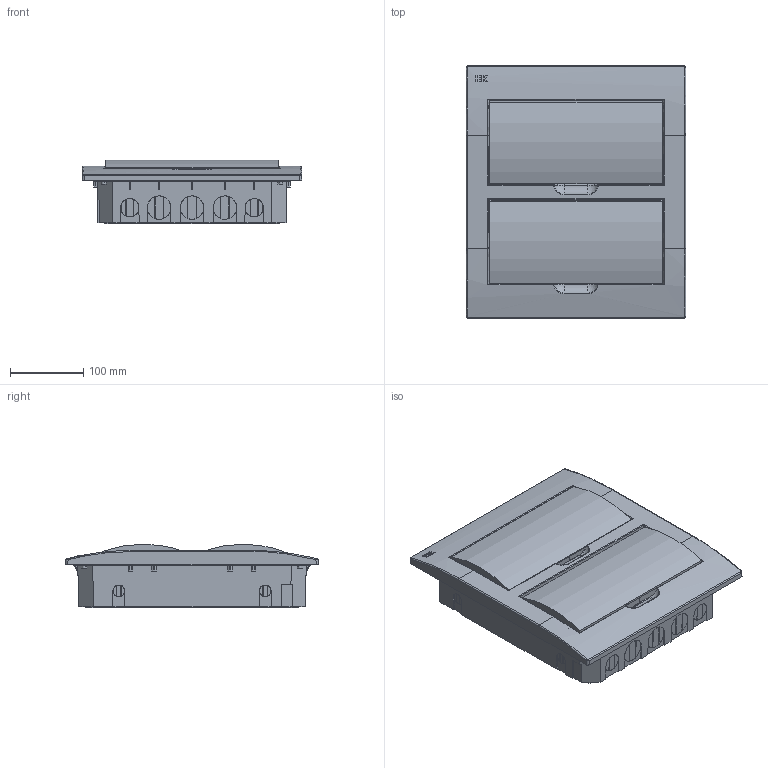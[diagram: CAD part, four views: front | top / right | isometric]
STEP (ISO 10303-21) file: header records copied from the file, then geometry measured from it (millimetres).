
FILE_DESCRIPTION (( 'STEP AP203' ), '1' );
FILE_NAME ('MKP12-V-24-40-10 Áîêñ ÙÐÂ-Ï-24 ìîäóëÿ âñòð.ïëàñòèê IP41.STEP', '2016-08-11T12:00:39', ( '' ), ( '' ), 'SwSTEP 2.0', 'SolidWorks 2014', '' );
FILE_SCHEMA (( 'CONFIG_CONTROL_DESIGN' ));
Length unit declared in the file: millimetre
Products named in the file (2): MKP12-V-24-40-10 Áîêñ ÙÐÂ-Ï-24 ìîäóëÿ âñòð.ïëàñòèê IP41
Bounding box: 300 x 345 x 86.67 mm (x, y, z)
Volume: 775028.7 mm3; surface area: 827946.3 mm2
Topology: 27 solids, 27 shells, 3244 faces, 8776 edges, 5654 vertices
Faces by surface type: plane 2030, cylinder 477, bspline 410, cone 236, sphere 49, torus 42
Entity records: 115151 total; most frequent: CARTESIAN_POINT 37819, ORIENTED_EDGE 17472, DIRECTION 14026, EDGE_CURVE 8736, LINE 5764, VECTOR 5764, VERTEX_POINT 5654, AXIS2_PLACEMENT_3D 4131
